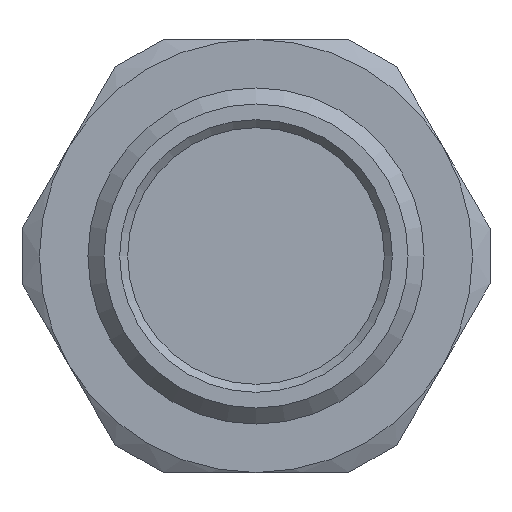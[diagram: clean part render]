
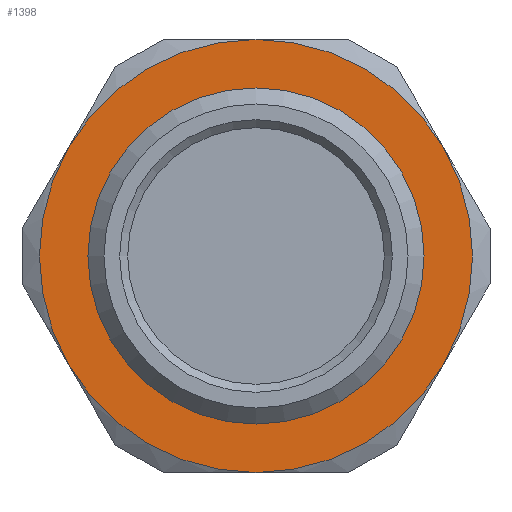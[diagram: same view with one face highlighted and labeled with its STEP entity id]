
A CAD part, front view. The second image highlights one B-rep face of the part: STEP entity #1398.
In plain terms, the highlighted planar face has unit normal (0, -1, 0).
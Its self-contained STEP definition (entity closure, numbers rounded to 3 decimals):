
#143=FACE_BOUND('',#503,.T.);
#418=FACE_OUTER_BOUND('',#502,.T.);
#502=EDGE_LOOP('',(#1079,#1080,#1081,#1082,#1083,#1084));
#503=EDGE_LOOP('',(#1085));
#571=CIRCLE('',#1504,13.5);
#572=CIRCLE('',#1506,13.5);
#573=CIRCLE('',#1508,13.5);
#574=CIRCLE('',#1510,13.5);
#575=CIRCLE('',#1512,13.5);
#576=CIRCLE('',#1514,13.5);
#584=CIRCLE('',#1530,9.478);
#622=VERTEX_POINT('',#2015);
#629=VERTEX_POINT('',#2045);
#635=VERTEX_POINT('',#2073);
#641=VERTEX_POINT('',#2101);
#647=VERTEX_POINT('',#2129);
#653=VERTEX_POINT('',#2157);
#658=VERTEX_POINT('',#2210);
#800=EDGE_CURVE('',#647,#641,#571,.T.);
#801=EDGE_CURVE('',#653,#647,#572,.T.);
#802=EDGE_CURVE('',#622,#653,#573,.T.);
#803=EDGE_CURVE('',#629,#622,#574,.T.);
#804=EDGE_CURVE('',#635,#629,#575,.T.);
#805=EDGE_CURVE('',#641,#635,#576,.T.);
#814=EDGE_CURVE('',#658,#658,#584,.T.);
#1079=ORIENTED_EDGE('',*,*,#804,.F.);
#1080=ORIENTED_EDGE('',*,*,#805,.F.);
#1081=ORIENTED_EDGE('',*,*,#800,.F.);
#1082=ORIENTED_EDGE('',*,*,#801,.F.);
#1083=ORIENTED_EDGE('',*,*,#802,.F.);
#1084=ORIENTED_EDGE('',*,*,#803,.F.);
#1085=ORIENTED_EDGE('',*,*,#814,.T.);
#1330=PLANE('',#1531);
#1398=ADVANCED_FACE('',(#418,#143),#1330,.T.);
#1504=AXIS2_PLACEMENT_3D('',#2182,#1710,#1711);
#1506=AXIS2_PLACEMENT_3D('',#2184,#1714,#1715);
#1508=AXIS2_PLACEMENT_3D('',#2186,#1718,#1719);
#1510=AXIS2_PLACEMENT_3D('',#2188,#1722,#1723);
#1512=AXIS2_PLACEMENT_3D('',#2190,#1726,#1727);
#1514=AXIS2_PLACEMENT_3D('',#2192,#1730,#1731);
#1530=AXIS2_PLACEMENT_3D('',#2211,#1763,#1764);
#1531=AXIS2_PLACEMENT_3D('',#2213,#1766,#1767);
#1710=DIRECTION('center_axis',(0.,1.,0.));
#1711=DIRECTION('ref_axis',(-1.,0.,0.));
#1714=DIRECTION('center_axis',(0.,1.,0.));
#1715=DIRECTION('ref_axis',(-1.,0.,0.));
#1718=DIRECTION('center_axis',(0.,1.,0.));
#1719=DIRECTION('ref_axis',(-1.,0.,0.));
#1722=DIRECTION('center_axis',(0.,1.,0.));
#1723=DIRECTION('ref_axis',(-1.,0.,0.));
#1726=DIRECTION('center_axis',(0.,1.,0.));
#1727=DIRECTION('ref_axis',(-1.,0.,0.));
#1730=DIRECTION('center_axis',(0.,1.,0.));
#1731=DIRECTION('ref_axis',(-1.,0.,0.));
#1763=DIRECTION('center_axis',(0.,1.,0.));
#1764=DIRECTION('ref_axis',(-1.,0.,0.));
#1766=DIRECTION('center_axis',(0.,-1.,0.));
#1767=DIRECTION('ref_axis',(0.,0.,
1.));
#2015=CARTESIAN_POINT('',(49.205,-91.45,75.382));
#2045=CARTESIAN_POINT('',(60.896,-91.45,82.132));
#2073=CARTESIAN_POINT('',(60.896,-91.45,95.632));
#2101=CARTESIAN_POINT('',(49.205,-91.45,102.382));
#2129=CARTESIAN_POINT('',(37.513,-91.45,95.632));
#2157=CARTESIAN_POINT('',(37.513,-91.45,82.132));
#2182=CARTESIAN_POINT('Origin',(49.205,-91.45,88.882));
#2184=CARTESIAN_POINT('Origin',(49.205,-91.45,88.882));
#2186=CARTESIAN_POINT('Origin',(49.205,-91.45,88.882));
#2188=CARTESIAN_POINT('Origin',(49.205,-91.45,88.882));
#2190=CARTESIAN_POINT('Origin',(49.205,-91.45,88.882));
#2192=CARTESIAN_POINT('Origin',(49.205,-91.45,88.882));
#2210=CARTESIAN_POINT('',(39.727,-91.45,88.882));
#2211=CARTESIAN_POINT('Origin',(49.205,-91.45,88.882));
#2213=CARTESIAN_POINT('Origin',(62.705,-91.45,88.882));
